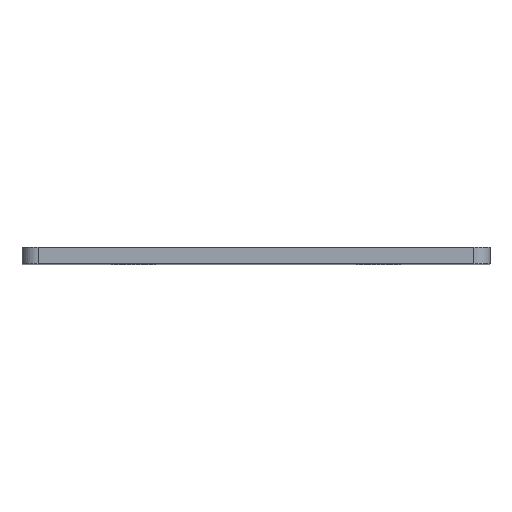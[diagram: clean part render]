
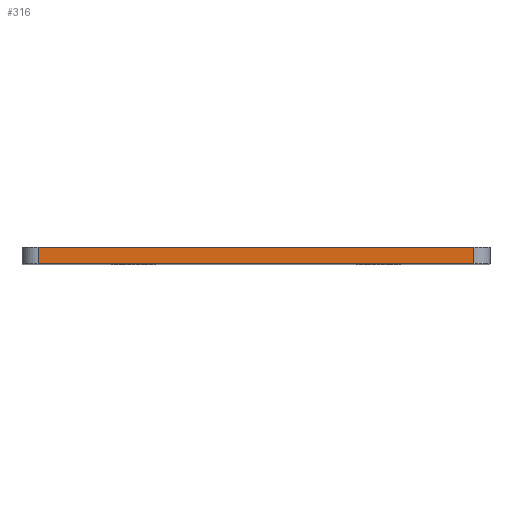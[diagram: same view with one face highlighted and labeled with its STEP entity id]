
A CAD part, top view. The second image highlights one B-rep face of the part: STEP entity #316.
In plain terms, the highlighted planar face has unit normal (0, 0, 1).
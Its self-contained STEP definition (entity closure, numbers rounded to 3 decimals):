
#7 = VECTOR ( 'NONE', #345, 1000. ) ;
#51 = ORIENTED_EDGE ( 'NONE', *, *, #632, .T. ) ;
#72 = DIRECTION ( 'NONE',  ( 1., 0., 0. ) ) ;
#79 = VERTEX_POINT ( 'NONE', #673 ) ;
#102 = CARTESIAN_POINT ( 'NONE',  ( -43., 3., 110.5 ) ) ;
#108 = ORIENTED_EDGE ( 'NONE', *, *, #200, .T. ) ;
#112 = CARTESIAN_POINT ( 'NONE',  ( 40., 3., 110.5 ) ) ;
#130 = LINE ( 'NONE', #253, #471 ) ;
#131 = CARTESIAN_POINT ( 'NONE',  ( -43., 0., 110.5 ) ) ;
#136 = DIRECTION ( 'NONE',  ( 0., 0., 1. ) ) ;
#178 = AXIS2_PLACEMENT_3D ( 'NONE', #131, #136, #72 ) ;
#192 = CARTESIAN_POINT ( 'NONE',  ( 40., 0., 110.5 ) ) ;
#200 = EDGE_CURVE ( 'NONE', #614, #79, #322, .T. ) ;
#213 = CARTESIAN_POINT ( 'NONE',  ( -40., 3., 110.5 ) ) ;
#219 = ORIENTED_EDGE ( 'NONE', *, *, #447, .F. ) ;
#253 = CARTESIAN_POINT ( 'NONE',  ( 40., 0., 110.5 ) ) ;
#309 = EDGE_LOOP ( 'NONE', ( #385, #51, #219, #108 ) ) ;
#316 = ADVANCED_FACE ( 'NONE', ( #669 ), #675, .T. ) ;
#322 = LINE ( 'NONE', #746, #494 ) ;
#342 = LINE ( 'NONE', #475, #441 ) ;
#345 = DIRECTION ( 'NONE',  ( 1., 0., 0. ) ) ;
#358 = VERTEX_POINT ( 'NONE', #112 ) ;
#385 = ORIENTED_EDGE ( 'NONE', *, *, #430, .T. ) ;
#386 = DIRECTION ( 'NONE',  ( 0., 1., 0. ) ) ;
#430 = EDGE_CURVE ( 'NONE', #79, #593, #342, .T. ) ;
#441 = VECTOR ( 'NONE', #703, 1000. ) ;
#447 = EDGE_CURVE ( 'NONE', #614, #358, #698, .T. ) ;
#471 = VECTOR ( 'NONE', #386, 1000. ) ;
#475 = CARTESIAN_POINT ( 'NONE',  ( -43., 0., 110.5 ) ) ;
#494 = VECTOR ( 'NONE', #552, 1000. ) ;
#552 = DIRECTION ( 'NONE',  ( 0., -1., 0. ) ) ;
#593 = VERTEX_POINT ( 'NONE', #192 ) ;
#614 = VERTEX_POINT ( 'NONE', #213 ) ;
#632 = EDGE_CURVE ( 'NONE', #593, #358, #130, .T. ) ;
#669 = FACE_OUTER_BOUND ( 'NONE', #309, .T. ) ;
#673 = CARTESIAN_POINT ( 'NONE',  ( -40., 0., 110.5 ) ) ;
#675 = PLANE ( 'NONE',  #178 ) ;
#698 = LINE ( 'NONE', #102, #7 ) ;
#703 = DIRECTION ( 'NONE',  ( 1., 0., 0. ) ) ;
#746 = CARTESIAN_POINT ( 'NONE',  ( -40., 0., 110.5 ) ) ;
